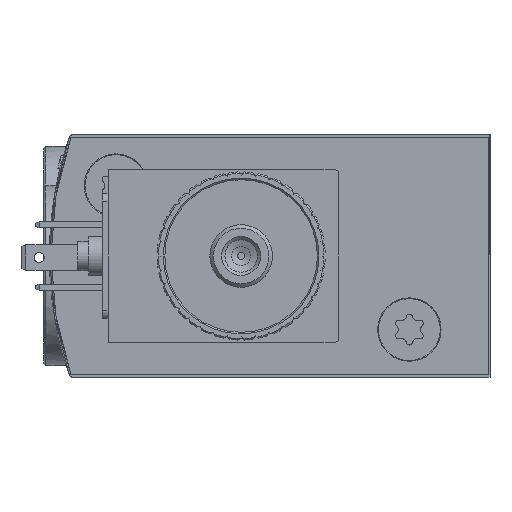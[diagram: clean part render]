
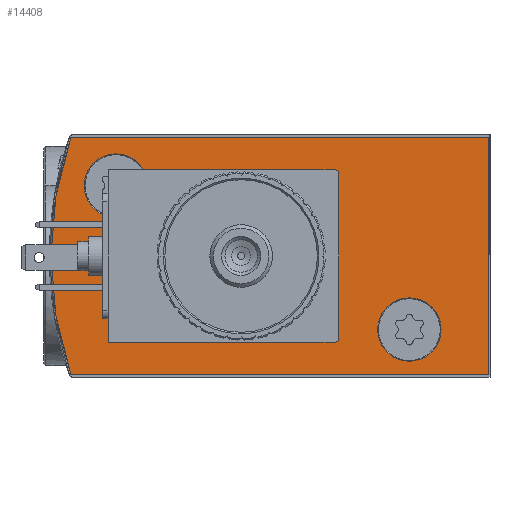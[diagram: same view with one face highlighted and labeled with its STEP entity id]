
A CAD part, left-side view. The second image highlights one B-rep face of the part: STEP entity #14408.
In plain terms, the highlighted planar face has unit normal (-1, 0, 0).
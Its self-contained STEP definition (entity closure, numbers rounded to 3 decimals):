
#1164=LINE('',#24718,#2430);
#1172=LINE('',#24752,#2438);
#1178=LINE('',#24769,#2444);
#2430=VECTOR('',#20240,1000.);
#2438=VECTOR('',#20272,1000.);
#2444=VECTOR('',#20288,1000.);
#4843=ORIENTED_EDGE('',*,*,#8129,.F.);
#4844=ORIENTED_EDGE('',*,*,#8130,.T.);
#4845=ORIENTED_EDGE('',*,*,#8131,.T.);
#4846=ORIENTED_EDGE('',*,*,#8090,.F.);
#4847=ORIENTED_EDGE('',*,*,#8023,.F.);
#4848=ORIENTED_EDGE('',*,*,#8125,.F.);
#4849=ORIENTED_EDGE('',*,*,#8122,.F.);
#4850=ORIENTED_EDGE('',*,*,#8112,.F.);
#4851=ORIENTED_EDGE('',*,*,#8093,.F.);
#8023=EDGE_CURVE('',#9838,#9839,#10935,.T.);
#8090=EDGE_CURVE('',#9839,#9898,#10972,.T.);
#8093=EDGE_CURVE('',#9898,#9900,#1164,.T.);
#8112=EDGE_CURVE('',#9900,#9914,#1172,.T.);
#8122=EDGE_CURVE('',#9914,#9920,#1178,.T.);
#8125=EDGE_CURVE('',#9920,#9838,#10989,.T.);
#8129=EDGE_CURVE('',#9924,#9924,#10993,.F.);
#8130=EDGE_CURVE('',#9925,#9925,#10994,.T.);
#8131=EDGE_CURVE('',#9926,#9926,#10995,.T.);
#9838=VERTEX_POINT('',#24573);
#9839=VERTEX_POINT('',#24574);
#9898=VERTEX_POINT('',#24713);
#9900=VERTEX_POINT('',#24719);
#9914=VERTEX_POINT('',#24753);
#9920=VERTEX_POINT('',#24770);
#9924=VERTEX_POINT('',#24784);
#9925=VERTEX_POINT('',#24786);
#9926=VERTEX_POINT('',#24788);
#10935=CIRCLE('',#17430,46.5);
#10972=CIRCLE('',#17480,0.2);
#10989=CIRCLE('',#17501,0.2);
#10993=CIRCLE('',#17507,5.);
#10994=CIRCLE('',#17508,4.05);
#10995=CIRCLE('',#17509,4.05);
#11816=EDGE_LOOP('',(#4843));
#11817=EDGE_LOOP('',(#4844));
#11818=EDGE_LOOP('',(#4845));
#11819=EDGE_LOOP('',(#4846,#4847,#4848,#4849,#4850,#4851));
#12927=FACE_BOUND('',#11816,.T.);
#12928=FACE_BOUND('',#11817,.T.);
#12929=FACE_BOUND('',#11818,.T.);
#12930=FACE_BOUND('',#11819,.T.);
#13805=PLANE('',#17506);
#14408=ADVANCED_FACE('',(#12927,#12928,#12929,#12930),#13805,.F.);
#17430=AXIS2_PLACEMENT_3D('',#24572,#20103,#20104);
#17480=AXIS2_PLACEMENT_3D('',#24712,#20233,#20234);
#17501=AXIS2_PLACEMENT_3D('',#24775,#20293,#20294);
#17506=AXIS2_PLACEMENT_3D('',#24782,#20303,#20304);
#17507=AXIS2_PLACEMENT_3D('',#24783,#20305,#20306);
#17508=AXIS2_PLACEMENT_3D('',#24785,#20307,#20308);
#17509=AXIS2_PLACEMENT_3D('',#24787,#20309,#20310);
#20103=DIRECTION('',(1.,0.,0.));
#20104=DIRECTION('',(0.,0.,-1.));
#20233=DIRECTION('',(1.,0.,0.));
#20234=DIRECTION('',(0.,0.,-1.));
#20240=DIRECTION('',(0.,-1.,0.));
#20272=DIRECTION('',(0.,0.,-1.));
#20288=DIRECTION('',(0.,1.,0.));
#20293=DIRECTION('',(1.,0.,0.));
#20294=DIRECTION('',(0.,0.,-1.));
#20303=DIRECTION('',(1.,0.,0.));
#20304=DIRECTION('',(0.,0.,-1.));
#20305=DIRECTION('',(1.,0.,0.));
#20306=DIRECTION('',(0.,0.,-1.));
#20307=DIRECTION('',(1.,0.,0.));
#20308=DIRECTION('',(0.,0.,-1.));
#20309=DIRECTION('',(1.,0.,0.));
#20310=DIRECTION('',(0.,0.,-1.));
#24572=CARTESIAN_POINT('',(0.,9.6,0.));
#24573=CARTESIAN_POINT('',(0.,53.592,-15.065));
#24574=CARTESIAN_POINT('',(0.,53.592,15.065));
#24712=CARTESIAN_POINT('',(0.,53.403,15.));
#24713=CARTESIAN_POINT('',(0.,53.403,15.2));
#24718=CARTESIAN_POINT('',(0.,53.403,15.2));
#24719=CARTESIAN_POINT('',(0.,0.2,15.2));
#24752=CARTESIAN_POINT('',(0.,0.2,15.2));
#24753=CARTESIAN_POINT('',(0.,0.2,-15.2));
#24769=CARTESIAN_POINT('',(0.,0.2,-15.2));
#24770=CARTESIAN_POINT('',(0.,53.403,-15.2));
#24775=CARTESIAN_POINT('',(0.,53.403,-15.));
#24782=CARTESIAN_POINT('',(0.,53.403,15.));
#24783=CARTESIAN_POINT('',(0.,31.8,0.));
#24784=CARTESIAN_POINT('',(0.,31.8,-5.));
#24785=CARTESIAN_POINT('',(0.,47.8,9.));
#24786=CARTESIAN_POINT('',(0.,47.8,4.95));
#24787=CARTESIAN_POINT('',(0.,10.3,-9.4));
#24788=CARTESIAN_POINT('',(0.,10.3,-13.45));
